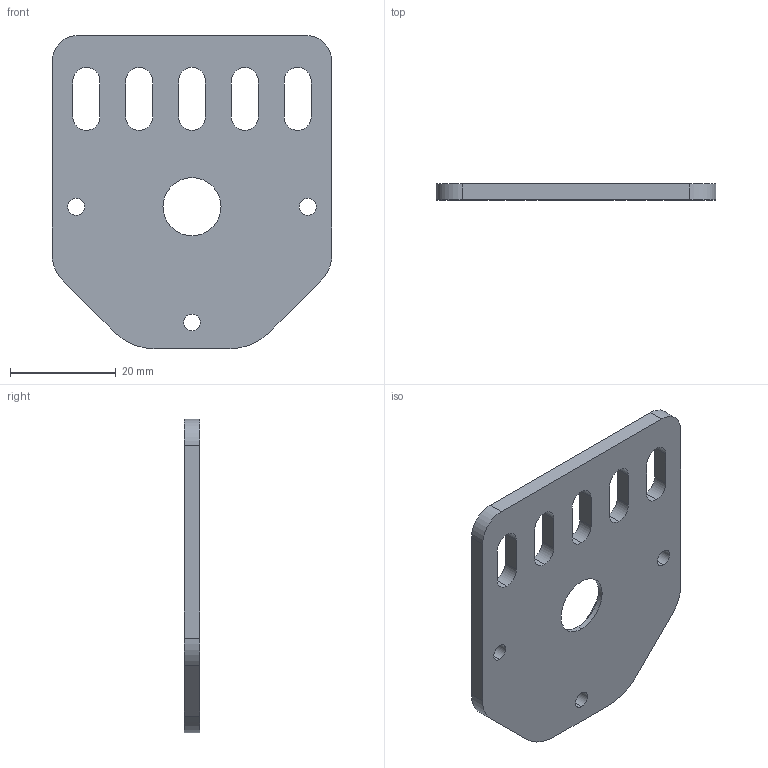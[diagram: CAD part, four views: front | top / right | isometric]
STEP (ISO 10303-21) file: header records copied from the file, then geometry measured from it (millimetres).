
FILE_DESCRIPTION (( 'STEP AP203' ), '1' );
FILE_NAME ('Threaded Rod Plate Nema 17.step', '2015-07-29T19:38:05', ( '' ), ( '' ), 'SwSTEP 2.0', 'SolidWorks 2014', '' );
FILE_SCHEMA (( 'CONFIG_CONTROL_DESIGN' ));
Length unit declared in the file: millimetre
Products named in the file (1): Threaded Rod Plate Nema 17
Bounding box: 53 x 3 x 59.29 mm (x, y, z)
Volume: 7307.9 mm3; surface area: 6289.4 mm2
Topology: 1 solids, 1 shells, 50 faces, 141 edges, 94 vertices
Faces by surface type: cylinder 31, plane 19
Entity records: 1760 total; most frequent: DIRECTION 305, CARTESIAN_POINT 286, ORIENTED_EDGE 282, EDGE_CURVE 141, AXIS2_PLACEMENT_3D 113, VERTEX_POINT 94, LINE 79, VECTOR 79
